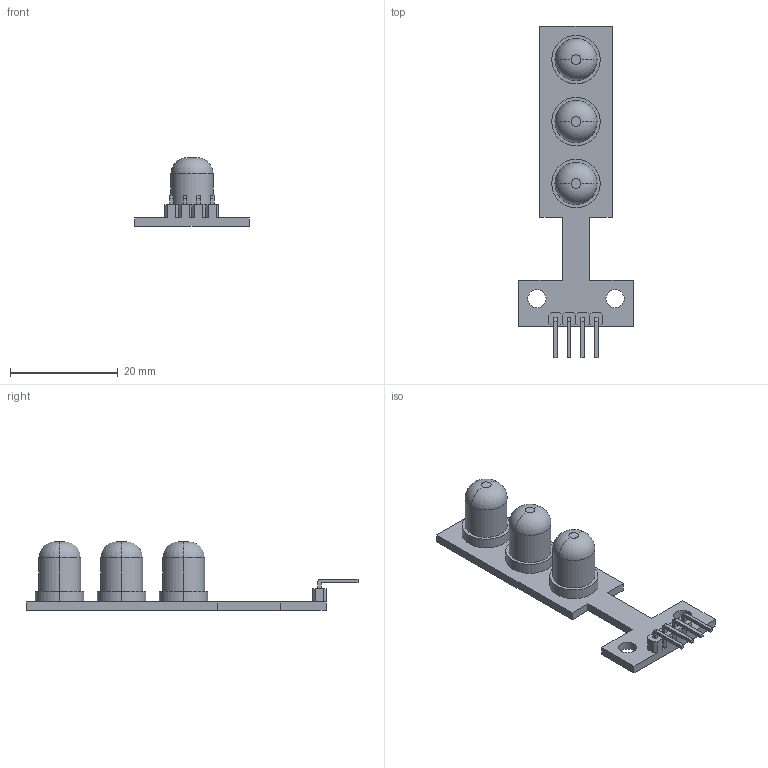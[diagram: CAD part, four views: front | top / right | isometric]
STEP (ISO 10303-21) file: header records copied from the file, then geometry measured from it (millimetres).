
FILE_DESCRIPTION (( 'STEP AP214' ), '1' );
FILE_NAME ('Traffic lights LED Module.STEP', '2025-04-03T21:43:02', ( '' ), ( '' ), 'SwSTEP 2.0', 'SolidWorks 2022', '' );
FILE_SCHEMA (( 'AUTOMOTIVE_DESIGN' ));
Length unit declared in the file: millimetre
Products named in the file (1): Traffic lights LED Module
Bounding box: 21.3 x 61.62 x 12.75 mm (x, y, z)
Volume: 2736.3 mm3; surface area: 2590.9 mm2
Topology: 1 solids, 1 shells, 118 faces, 300 edges, 194 vertices
Faces by surface type: plane 92, cylinder 20, torus 6
Entity records: 4819 total; most frequent: CARTESIAN_POINT 613, ORIENTED_EDGE 600, DIRECTION 590, EDGE_CURVE 300, VECTOR 248, LINE 248, VERTEX_POINT 194, AXIS2_PLACEMENT_3D 171
